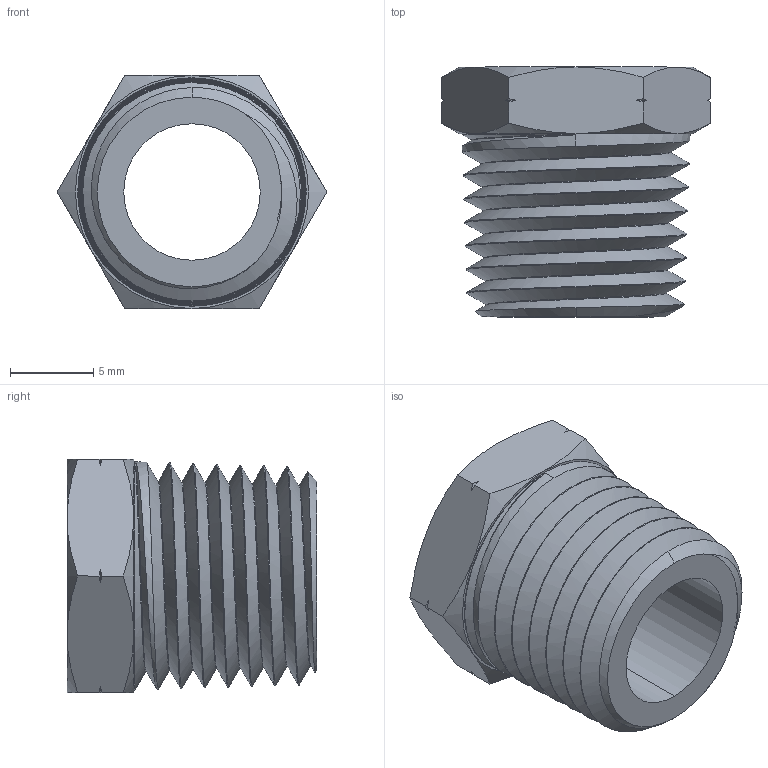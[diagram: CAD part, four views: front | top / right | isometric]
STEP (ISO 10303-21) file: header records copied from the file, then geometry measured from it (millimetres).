
FILE_DESCRIPTION (( 'STEP AP214' ), '1' );
FILE_NAME ('HBSMN1-4FN1-8.STEP', '2018-07-30T17:38:00', ( '' ), ( '' ), 'SwSTEP 2.0', 'SolidWorks 2016', '' );
FILE_SCHEMA (( 'AUTOMOTIVE_DESIGN' ));
Length unit declared in the file: millimetre
Products named in the file (1): HBSMN1-4FN1-8
Bounding box: 16.17 x 15 x 14 mm (x, y, z)
Volume: 1024.6 mm3; surface area: 1798.3 mm2
Topology: 1 solids, 1 shells, 90 faces, 239 edges, 153 vertices
Faces by surface type: cone 66, bspline 12, plane 10, cylinder 2
Entity records: 10573 total; most frequent: CARTESIAN_POINT 7605, ORIENTED_EDGE 478, DIRECTION 289, EDGE_CURVE 239, VERTEX_POINT 153, B_SPLINE_CURVE_WITH_KNOTS 144, AXIS2_PLACEMENT_3D 115, EDGE_LOOP 94
